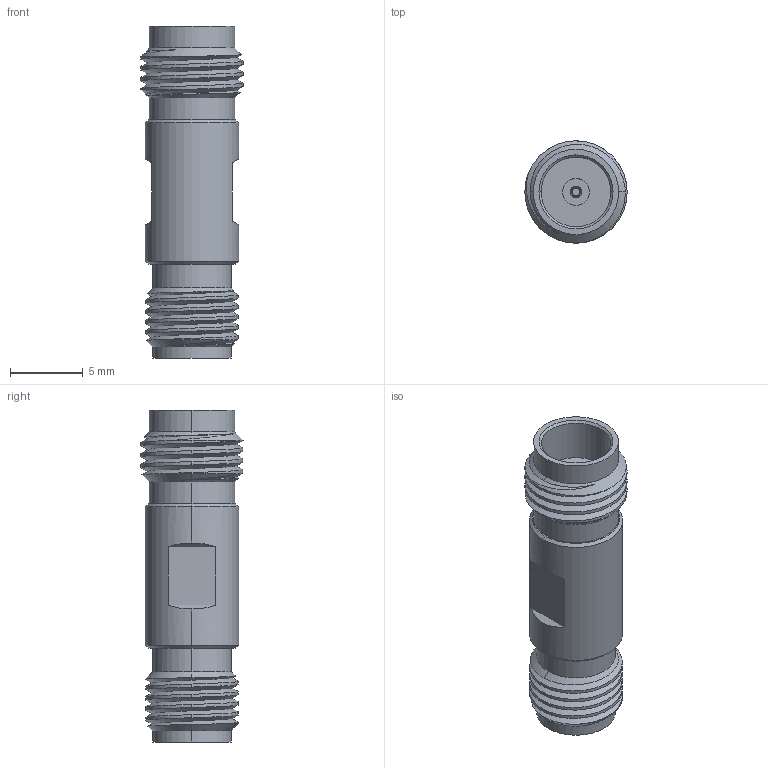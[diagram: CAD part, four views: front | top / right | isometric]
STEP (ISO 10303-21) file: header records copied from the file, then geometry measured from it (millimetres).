
FILE_DESCRIPTION (( 'STEP AP214' ), '1' );
FILE_NAME ('CT-SFVF-LN1, Defeatured.STEP', '2024-11-08T17:52:52', ( '' ), ( '' ), 'SwSTEP 2.0', 'SolidWorks 2021', '' );
FILE_SCHEMA (( 'AUTOMOTIVE_DESIGN' ));
Length unit declared in the file: millimetre
Products named in the file (1): CT-SFVF-LN1, Defeatured
Bounding box: 7 x 6.99 x 22.74 mm (x, y, z)
Volume: 561.1 mm3; surface area: 746.3 mm2
Topology: 1 solids, 1 shells, 115 faces, 294 edges, 189 vertices
Faces by surface type: cylinder 44, plane 40, cone 27, bspline 4
Entity records: 5443 total; most frequent: CARTESIAN_POINT 2736, ORIENTED_EDGE 588, DIRECTION 543, EDGE_CURVE 294, AXIS2_PLACEMENT_3D 211, VERTEX_POINT 189, EDGE_LOOP 123, LINE 121
